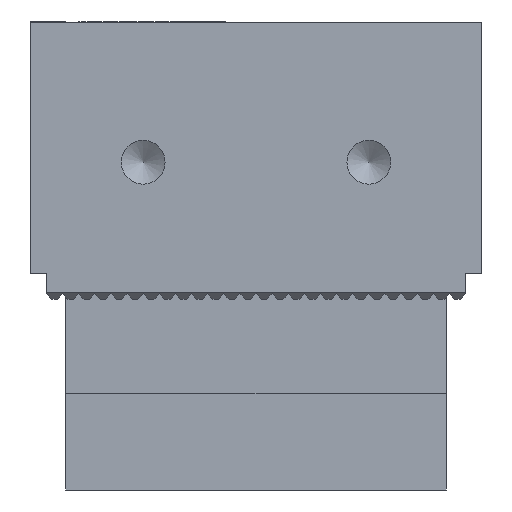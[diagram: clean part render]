
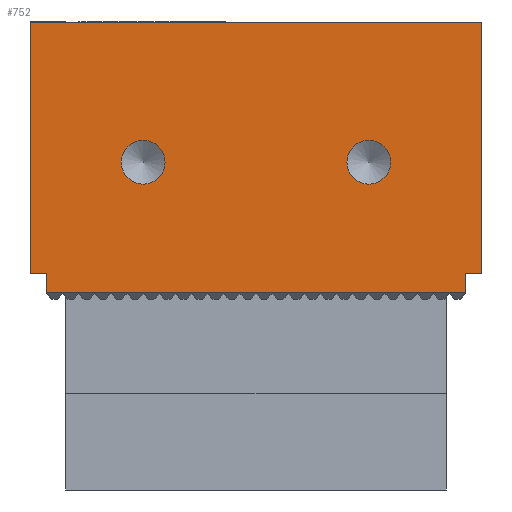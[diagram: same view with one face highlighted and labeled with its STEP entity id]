
A CAD part, left-side view. The second image highlights one B-rep face of the part: STEP entity #752.
In plain terms, the highlighted face is planar.
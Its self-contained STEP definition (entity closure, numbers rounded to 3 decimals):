
#752 = ADVANCED_FACE( '', ( #1551, #1552, #1553 ), #1554, .F. );
#1551 = FACE_BOUND( '', #2355, .T. );
#1552 = FACE_BOUND( '', #2356, .T. );
#1553 = FACE_OUTER_BOUND( '', #2357, .T. );
#1554 = PLANE( '', #2358 );
#2355 = EDGE_LOOP( '', ( #4517 ) );
#2356 = EDGE_LOOP( '', ( #4518 ) );
#2357 = EDGE_LOOP( '', ( #4519, #4520, #4521, #4522, #4523, #4524, #4525, #4526 ) );
#2358 = AXIS2_PLACEMENT_3D( '', #4527, #4528, #4529 );
#4517 = ORIENTED_EDGE( '', *, *, #5503, .F. );
#4518 = ORIENTED_EDGE( '', *, *, #5030, .T. );
#4519 = ORIENTED_EDGE( '', *, *, #4887, .F. );
#4520 = ORIENTED_EDGE( '', *, *, #5107, .F. );
#4521 = ORIENTED_EDGE( '', *, *, #5328, .F. );
#4522 = ORIENTED_EDGE( '', *, *, #5453, .T. );
#4523 = ORIENTED_EDGE( '', *, *, #4890, .F. );
#4524 = ORIENTED_EDGE( '', *, *, #5467, .F. );
#4525 = ORIENTED_EDGE( '', *, *, #5533, .T. );
#4526 = ORIENTED_EDGE( '', *, *, #4749, .F. );
#4527 = CARTESIAN_POINT( '', ( 50., -35., 43. ) );
#4528 = DIRECTION( '', ( -1., 0., 0. ) );
#4529 = DIRECTION( '', ( 0., -1., 0. ) );
#4749 = EDGE_CURVE( '', #5685, #5688, #5689, .T. );
#4887 = EDGE_CURVE( '', #5920, #5685, #5923, .T. );
#4890 = EDGE_CURVE( '', #5926, #5928, #5929, .T. );
#5030 = EDGE_CURVE( '', #6160, #6160, #6161, .T. );
#5107 = EDGE_CURVE( '', #6283, #5920, #6284, .T. );
#5328 = EDGE_CURVE( '', #6604, #6283, #6606, .T. );
#5453 = EDGE_CURVE( '', #6604, #5928, #6769, .T. );
#5467 = EDGE_CURVE( '', #6785, #5926, #6787, .T. );
#5503 = EDGE_CURVE( '', #6826, #6826, #6827, .T. );
#5533 = EDGE_CURVE( '', #6785, #5688, #6860, .T. );
#5685 = VERTEX_POINT( '', #7057 );
#5688 = VERTEX_POINT( '', #7061 );
#5689 = LINE( '', #7062, #7063 );
#5920 = VERTEX_POINT( '', #7386 );
#5923 = LINE( '', #7390, #7391 );
#5926 = VERTEX_POINT( '', #7395 );
#5928 = VERTEX_POINT( '', #7398 );
#5929 = LINE( '', #7399, #7400 );
#6160 = VERTEX_POINT( '', #7735 );
#6161 = CIRCLE( '', #7736, 3.4 );
#6283 = VERTEX_POINT( '', #7910 );
#6284 = LINE( '', #7911, #7912 );
#6604 = VERTEX_POINT( '', #8392 );
#6606 = LINE( '', #8395, #8396 );
#6769 = LINE( '', #8628, #8629 );
#6785 = VERTEX_POINT( '', #8651 );
#6787 = LINE( '', #8654, #8655 );
#6826 = VERTEX_POINT( '', #8709 );
#6827 = CIRCLE( '', #8710, 3.4 );
#6860 = LINE( '', #8752, #8753 );
#7057 = CARTESIAN_POINT( '', ( 50., 32.5, 4. ) );
#7061 = CARTESIAN_POINT( '', ( 50., 32.5, 1. ) );
#7062 = CARTESIAN_POINT( '', ( 50., 32.5, 4. ) );
#7063 = VECTOR( '', #8864, 1000. );
#7386 = CARTESIAN_POINT( '', ( 50., 35., 4. ) );
#7390 = CARTESIAN_POINT( '', ( 50., 35., 4. ) );
#7391 = VECTOR( '', #8997, 1000. );
#7395 = CARTESIAN_POINT( '', ( 50., -32.5, 4. ) );
#7398 = CARTESIAN_POINT( '', ( 50., -35., 4. ) );
#7399 = CARTESIAN_POINT( '', ( 50., -32.5, 4. ) );
#7400 = VECTOR( '', #9000, 1000. );
#7735 = CARTESIAN_POINT( '', ( 50., -17.5, 17.85 ) );
#7736 = AXIS2_PLACEMENT_3D( '', #9120, #9121, #9122 );
#7910 = CARTESIAN_POINT( '', ( 50., 35., 43. ) );
#7911 = CARTESIAN_POINT( '', ( 50., 35., 43. ) );
#7912 = VECTOR( '', #9190, 1000. );
#8392 = CARTESIAN_POINT( '', ( 50., -35., 43. ) );
#8395 = CARTESIAN_POINT( '', ( 50., -35., 43. ) );
#8396 = VECTOR( '', #9403, 1000. );
#8628 = CARTESIAN_POINT( '', ( 50., -35., 43. ) );
#8629 = VECTOR( '', #9512, 1000. );
#8651 = CARTESIAN_POINT( '', ( 50., -32.5, 1. ) );
#8654 = CARTESIAN_POINT( '', ( 50., -32.5, 0. ) );
#8655 = VECTOR( '', #9523, 1000. );
#8709 = CARTESIAN_POINT( '', ( 50., 17.5, 17.85 ) );
#8710 = AXIS2_PLACEMENT_3D( '', #9542, #9543, #9544 );
#8752 = CARTESIAN_POINT( '', ( 50., -35., 1. ) );
#8753 = VECTOR( '', #9563, 1000. );
#8864 = DIRECTION( '', ( 0., 0., -1. ) );
#8997 = DIRECTION( '', ( 0., -1., 0. ) );
#9000 = DIRECTION( '', ( 0., -1., 0. ) );
#9120 = CARTESIAN_POINT( '', ( 50., -17.5, 21.25 ) );
#9121 = DIRECTION( '', ( -1., 0., 0. ) );
#9122 = DIRECTION( '', ( 0., 0., -1. ) );
#9190 = DIRECTION( '', ( 0., 0., -1. ) );
#9403 = DIRECTION( '', ( 0., 1., 0. ) );
#9512 = DIRECTION( '', ( 0., 0., -1. ) );
#9523 = DIRECTION( '', ( 0., 0., 1. ) );
#9542 = CARTESIAN_POINT( '', ( 50., 17.5, 21.25 ) );
#9543 = DIRECTION( '', ( 1., 0., 0. ) );
#9544 = DIRECTION( '', ( 0., 0., -1. ) );
#9563 = DIRECTION( '', ( 0., 1., 0. ) );
